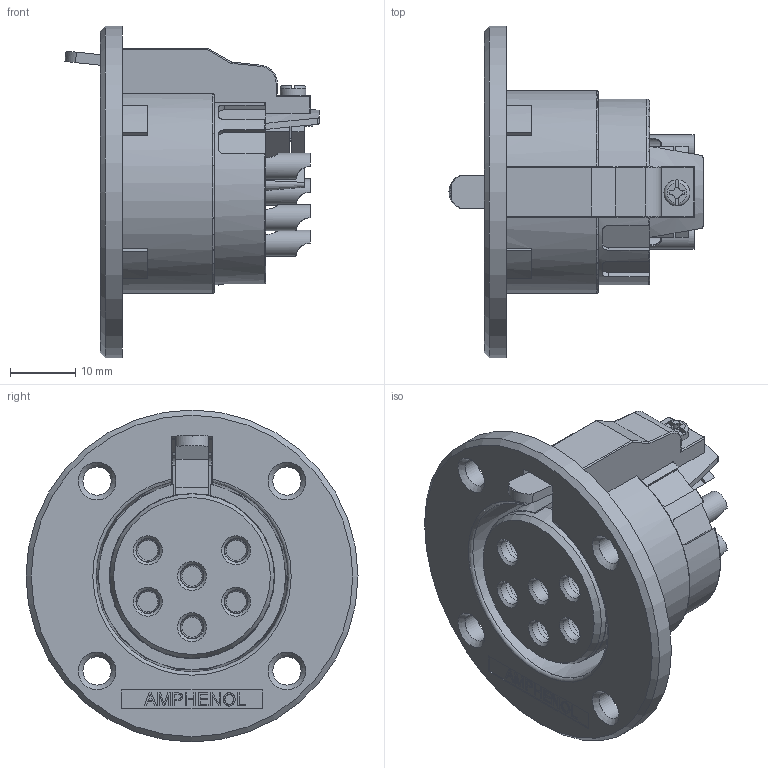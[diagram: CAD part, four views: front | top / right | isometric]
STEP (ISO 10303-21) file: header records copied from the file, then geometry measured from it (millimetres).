
FILE_DESCRIPTION((''),'2;1');
FILE_NAME('EP-6-13P.stp','2014-12-18T10:42:10',('minh'),(''),'Autodesk Inventor 2012','Autodesk Inventor 2012','');
FILE_SCHEMA(('AUTOMOTIVE_DESIGN { 1 0 10303 214 1 1 1 1 }'));
Length unit declared in the file: inch
Products named in the file (1): EP-6-13P_Shrinkwrap
Bounding box: 39.02 x 51 x 51 mm (x, y, z)
Surface area: 20066.1 mm2 (no closed solid volume)
Topology: 0 solids, 58 shells, 334 faces, 1966 edges, 1647 vertices
Faces by surface type: plane 140, cylinder 118, cone 40, torus 29, bspline 7
Full cylindrical faces by diameter (mm): 1.7 x1, 2.25 x1, 2.35 x2, 3.65 x6, 4 x1, 4.1 x1, 4.2 x3, 4.35 x4, 5.8 x5, 25.25 x1, 51 x1
Entity records: 26409 total; most frequent: CARTESIAN_POINT 11503, DIRECTION 2867, ORIENTED_EDGE 2554, EDGE_CURVE 1918, VERTEX_POINT 1638, AXIS2_PLACEMENT_3D 986, VECTOR 895, LINE 895
